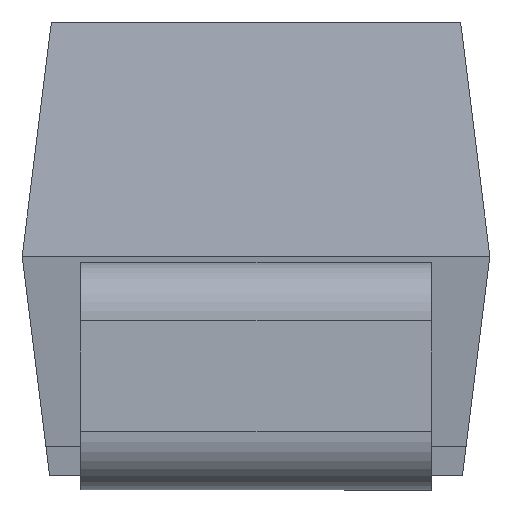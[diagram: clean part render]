
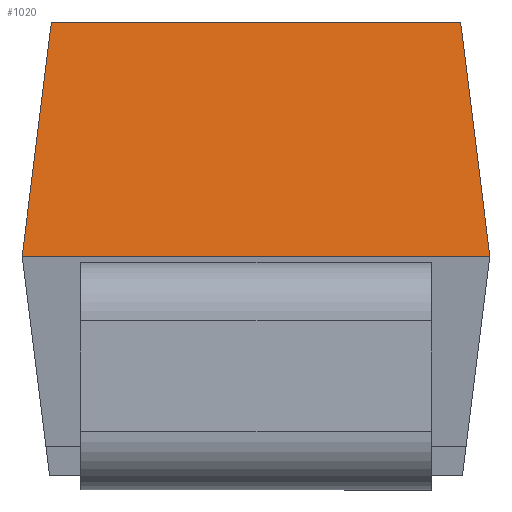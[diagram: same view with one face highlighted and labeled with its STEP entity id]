
A CAD part, left-side view. The second image highlights one B-rep face of the part: STEP entity #1020.
In plain terms, the highlighted planar face has unit normal (-0.992, 0, 0.124).
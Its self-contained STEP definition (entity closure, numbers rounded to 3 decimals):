
#76=FACE_OUTER_BOUND('',#142,.T.);
#142=EDGE_LOOP('',(#827,#828,#829,#830));
#255=LINE('',#1611,#377);
#261=LINE('',#1624,#383);
#262=LINE('',#1626,#384);
#263=LINE('',#1627,#385);
#377=VECTOR('',#1330,1.6);
#383=VECTOR('',#1340,0.812);
#384=VECTOR('',#1341,1.4);
#385=VECTOR('',#1342,0.812);
#475=VERTEX_POINT('',#1608);
#476=VERTEX_POINT('',#1610);
#481=VERTEX_POINT('',#1623);
#482=VERTEX_POINT('',#1625);
#595=EDGE_CURVE('',#476,#475,#255,.T.);
#601=EDGE_CURVE('',#481,#475,#261,.T.);
#602=EDGE_CURVE('',#482,#481,#262,.F.);
#603=EDGE_CURVE('',#482,#476,#263,.T.);
#827=ORIENTED_EDGE('',*,*,#595,.T.);
#828=ORIENTED_EDGE('',*,*,#601,.F.);
#829=ORIENTED_EDGE('',*,*,#602,.F.);
#830=ORIENTED_EDGE('',*,*,#603,.T.);
#954=PLANE('',#1107);
#1020=ADVANCED_FACE('',(#76),#954,.T.);
#1107=AXIS2_PLACEMENT_3D('',#1622,#1338,#1339);
#1330=DIRECTION('',(0.,-1.,0.));
#1338=DIRECTION('center_axis',(-0.992,0.,
0.124));
#1339=DIRECTION('ref_axis',(0.,-1.,0.));
#1340=DIRECTION('',(-0.123,-0.123,-0.985));
#1341=DIRECTION('',(0.,1.,0.));
#1342=DIRECTION('',(-0.123,0.123,-0.985));
#1608=CARTESIAN_POINT('',(-1.6,-0.8,0.8));
#1610=CARTESIAN_POINT('',(-1.6,0.8,0.8));
#1611=CARTESIAN_POINT('',(-1.6,0.8,0.8));
#1622=CARTESIAN_POINT('Origin',(-1.6,-0.8,0.8));
#1623=CARTESIAN_POINT('',(-1.5,-0.7,1.6));
#1624=CARTESIAN_POINT('',(-1.5,-0.7,1.6));
#1625=CARTESIAN_POINT('',(-1.5,0.7,1.6));
#1626=CARTESIAN_POINT('',(-1.5,-0.7,1.6));
#1627=CARTESIAN_POINT('',(-1.5,0.7,1.6));
